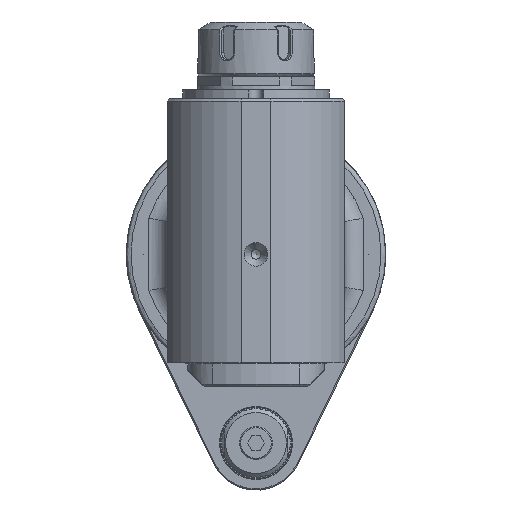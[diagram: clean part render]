
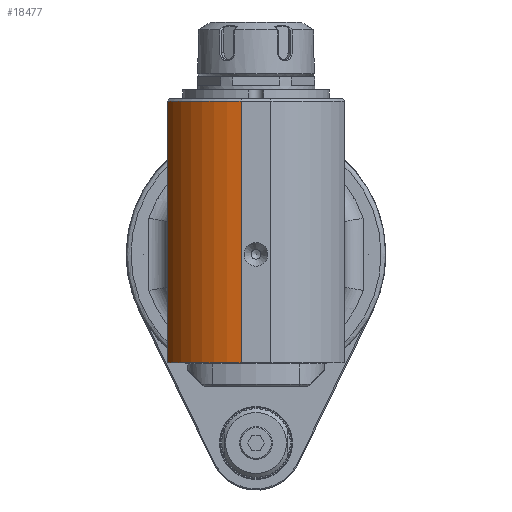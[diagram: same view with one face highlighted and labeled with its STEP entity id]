
A CAD part, front view. The second image highlights one B-rep face of the part: STEP entity #18477.
In plain terms, the highlighted cylindrical face has radius 40 mm (diameter 80 mm), a partial arc.
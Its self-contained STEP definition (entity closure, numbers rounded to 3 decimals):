
#1272=CIRCLE('',#19572,40.);
#1554=CIRCLE('',#20320,40.);
#1861=CYLINDRICAL_SURFACE('',#20319,40.);
#2757=FACE_OUTER_BOUND('',#3899,.T.);
#3899=EDGE_LOOP('',(#16200,#16201,#16202,#16203));
#4782=LINE('',#29736,#6276);
#5420=LINE('',#33409,#6914);
#6276=VECTOR('',#22964,10.);
#6914=VECTOR('',#25156,111.);
#7856=VERTEX_POINT('',#29725);
#7860=VERTEX_POINT('',#29734);
#7913=VERTEX_POINT('',#29962);
#8601=VERTEX_POINT('',#33407);
#10055=EDGE_CURVE('',#7856,#7860,#4782,.T.);
#10114=EDGE_CURVE('',#7860,#7913,#1272,.T.);
#11179=EDGE_CURVE('',#8601,#7856,#1554,.T.);
#11180=EDGE_CURVE('',#8601,#7913,#5420,.T.);
#16200=ORIENTED_EDGE('',*,*,#11179,.T.);
#16201=ORIENTED_EDGE('',*,*,#10055,.T.);
#16202=ORIENTED_EDGE('',*,*,#10114,.T.);
#16203=ORIENTED_EDGE('',*,*,#11180,.F.);
#18477=ADVANCED_FACE('',(#2757),#1861,.T.);
#19572=AXIS2_PLACEMENT_3D('',#29964,#23052,#23053);
#20319=AXIS2_PLACEMENT_3D('',#33406,#25152,#25153);
#20320=AXIS2_PLACEMENT_3D('',#33408,#25154,#25155);
#22964=DIRECTION('',(0.,0.,-1.));
#23052=DIRECTION('center_axis',(0.,0.,1.));
#23053=DIRECTION('ref_axis',(0.937,0.348,0.));
#25152=DIRECTION('center_axis',(0.,0.,-1.));
#25153=DIRECTION('ref_axis',(1.,0.,0.));
#25154=DIRECTION('center_axis',(0.,0.,-1.));
#25155=DIRECTION('ref_axis',(0.158,0.988,0.));
#25156=DIRECTION('',(0.,0.,-1.));
#29725=CARTESIAN_POINT('',(37.5,183.919,65.));
#29734=CARTESIAN_POINT('',(37.5,183.919,-46.));
#29736=CARTESIAN_POINT('',(37.5,183.919,66.));
#29962=CARTESIAN_POINT('',(6.305,209.5,-46.));
#29964=CARTESIAN_POINT('Origin',(0.,170.,-46.));
#33406=CARTESIAN_POINT('Origin',(0.,170.,66.));
#33407=CARTESIAN_POINT('',(6.305,209.5,65.));
#33408=CARTESIAN_POINT('Origin',(0.,170.,65.));
#33409=CARTESIAN_POINT('',(6.305,209.5,65.));
